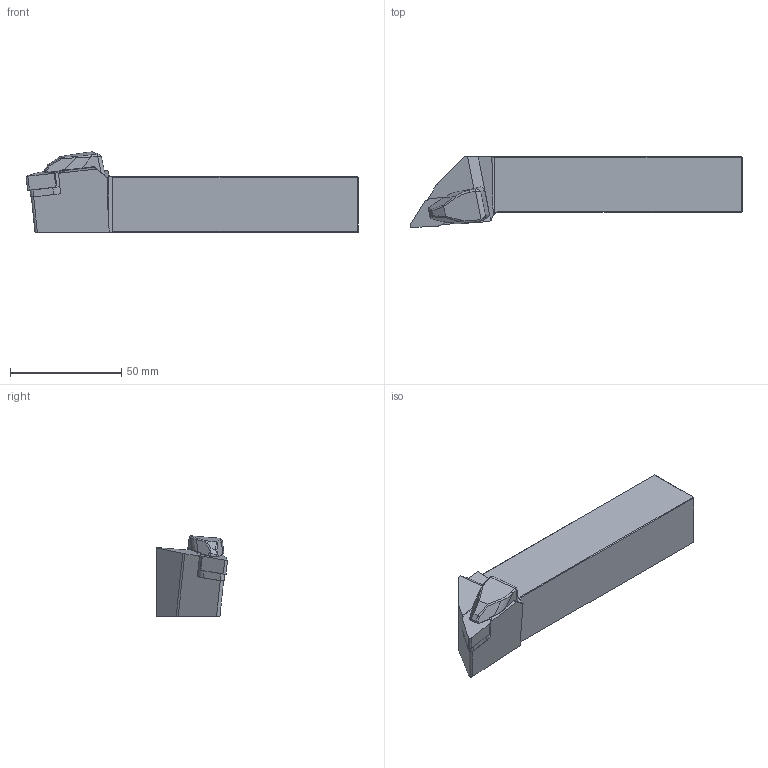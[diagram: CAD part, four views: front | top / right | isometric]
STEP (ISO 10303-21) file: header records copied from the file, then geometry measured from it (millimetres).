
FILE_DESCRIPTION(/* description */ (''),/* implementation_level */ '2;1');
FILE_NAME(/* name */ 'TDJNR-2525-M1504.stp',/* time_stamp */ '2023-10-23T15:14:54+03:00',/* author */ (''),/* organization */ (''),/* preprocessor_version */ 'ST-DEVELOPER v19.4',/* originating_system */ 'SIEMENS PLM Software NX2306.3001',/* authorisation */ '');
FILE_SCHEMA (('AUTOMOTIVE_DESIGN { 1 0 10303 214 3 1 1 1 }'));
Length unit declared in the file: millimetre
Products named in the file (1): TDJNR-2525-M1504
Bounding box: 149.32 x 31.92 x 36.09 mm (x, y, z)
Volume: 92076.7 mm3; surface area: 17395.8 mm2
Topology: 2 solids, 2 shells, 134 faces, 335 edges, 204 vertices
Faces by surface type: plane 60, cylinder 50, bspline 19, torus 2, sphere 2, cone 1
Full cylindrical faces by diameter (mm): 4.4 x1, 6.4 x1
Entity records: 4395 total; most frequent: CARTESIAN_POINT 1212, DIRECTION 671, ORIENTED_EDGE 656, EDGE_CURVE 328, AXIS2_PLACEMENT_3D 241, VERTEX_POINT 204, LINE 189, VECTOR 189
